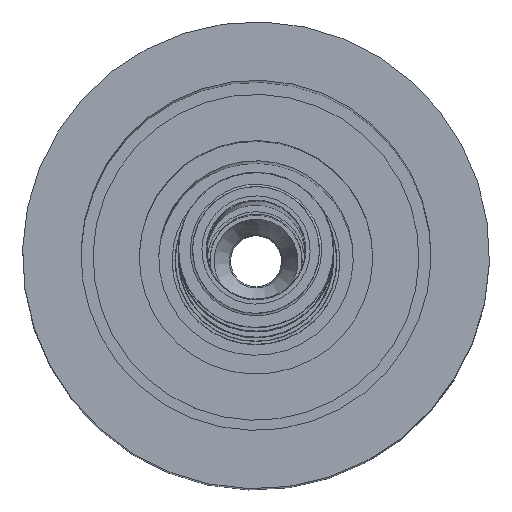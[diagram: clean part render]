
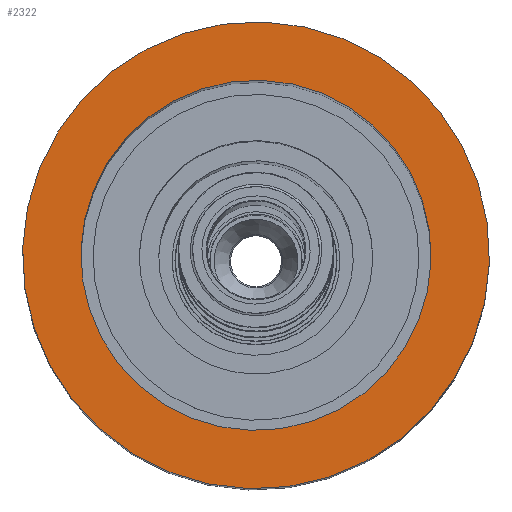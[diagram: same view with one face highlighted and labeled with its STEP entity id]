
A CAD part, top view. The second image highlights one B-rep face of the part: STEP entity #2322.
In plain terms, the highlighted planar face has unit normal (0, 0, 1).
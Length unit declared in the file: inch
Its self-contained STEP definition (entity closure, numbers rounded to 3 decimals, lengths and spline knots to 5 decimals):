
#113=FACE_BOUND('',#466,.T.);
#187=PLANE('',#2669);
#272=FACE_OUTER_BOUND('',#465,.T.);
#465=EDGE_LOOP('',(#1671));
#466=EDGE_LOOP('',(#1672));
#912=CIRCLE('',#2668,9.);
#913=CIRCLE('',#2670,12.);
#1120=VERTEX_POINT('',#4020);
#1121=VERTEX_POINT('',#4024);
#1330=EDGE_CURVE('',#1120,#1120,#912,.T.);
#1332=EDGE_CURVE('',#1121,#1121,#913,.T.);
#1671=ORIENTED_EDGE('',*,*,#1332,.F.);
#1672=ORIENTED_EDGE('',*,*,#1330,.T.);
#2322=ADVANCED_FACE('',(#272,#113),#187,.F.);
#2668=AXIS2_PLACEMENT_3D('',#4021,#3133,#3134);
#2669=AXIS2_PLACEMENT_3D('',#4023,#3136,#3137);
#2670=AXIS2_PLACEMENT_3D('',#4025,#3138,#3139);
#3133=DIRECTION('center_axis',(0.,0.,-1.));
#3134=DIRECTION('ref_axis',(-1.,0.,0.));
#3136=DIRECTION('center_axis',(0.,0.,-1.));
#3137=DIRECTION('ref_axis',(-1.,0.,0.));
#3138=DIRECTION('center_axis',(0.,0.,-1.));
#3139=DIRECTION('ref_axis',(-1.,0.,0.));
#4020=CARTESIAN_POINT('',(9.,0.,69.125));
#4021=CARTESIAN_POINT('Origin',(0.,0.,69.125));
#4023=CARTESIAN_POINT('Origin',(0.,9.,69.125));
#4024=CARTESIAN_POINT('',(12.,0.,69.125));
#4025=CARTESIAN_POINT('Origin',(0.,0.,69.125));
